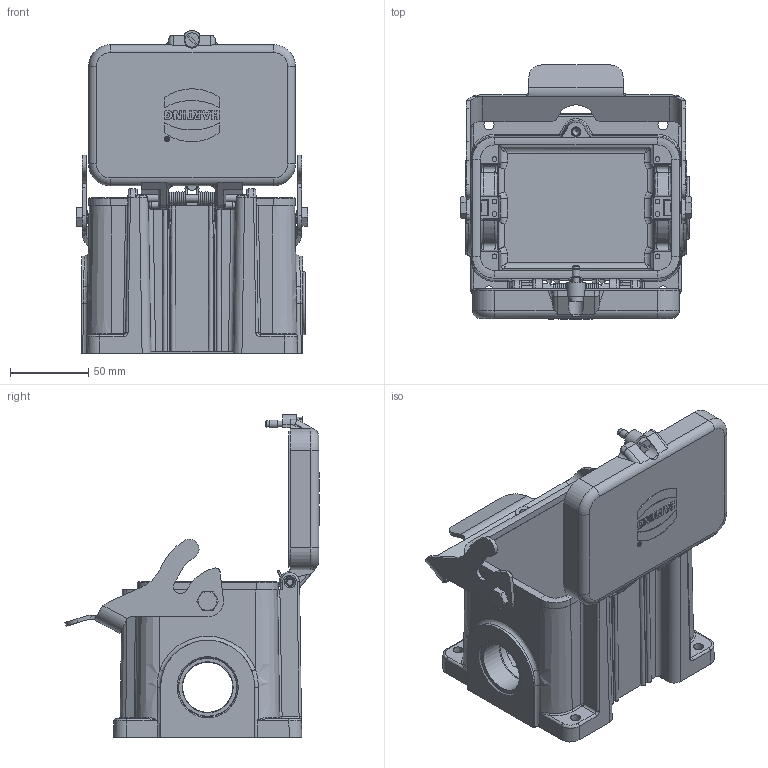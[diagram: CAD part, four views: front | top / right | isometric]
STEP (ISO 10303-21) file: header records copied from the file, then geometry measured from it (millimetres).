
FILE_DESCRIPTION((''),'2;1');
FILE_NAME('05300480267.stp','2020-07-17T10:27:49',('e.eickhoff'),(''),'Autodesk Inventor 2012','Autodesk Inventor 2012','');
FILE_SCHEMA(('AUTOMOTIVE_DESIGN { 1 0 10303 214 1 1 1 1 }'));
Length unit declared in the file: millimetre
Products named in the file (3): 05300480267; M32-PG29 Adapter
Assembly tree (3 placements, depth 2):
  05300480267
    05300480267
    M32-PG29 Adapter  x2
Bounding box: 148 x 162.18 x 205.95 mm (x, y, z)
Volume: 88836.2 mm3; surface area: 194881.7 mm2
Topology: 11 solids, 19 shells, 956 faces, 2628 edges, 1955 vertices
Faces by surface type: plane 416, cylinder 266, bspline 133, cone 75, torus 64, sphere 2
Full cylindrical faces by diameter (mm): 1.3 x4, 2.204 x1, 3 x8, 3.4 x1, 3.9 x1, 4.2 x1, 4.47 x1, 4.7 x1, 4.8 x2, 5 x2, 5.2 x2, 6 x3, 8 x2, 8.1 x2, 9 x1, 32 x2, 32.5 x2, 35.6 x1, 37 x3, 37.5 x2
Entity records: 56650 total; most frequent: CARTESIAN_POINT 32410, DIRECTION 4609, ORIENTED_EDGE 4516, EDGE_CURVE 2263, AXIS2_PLACEMENT_3D 1651, VERTEX_POINT 1450, VECTOR 1307, LINE 1307
